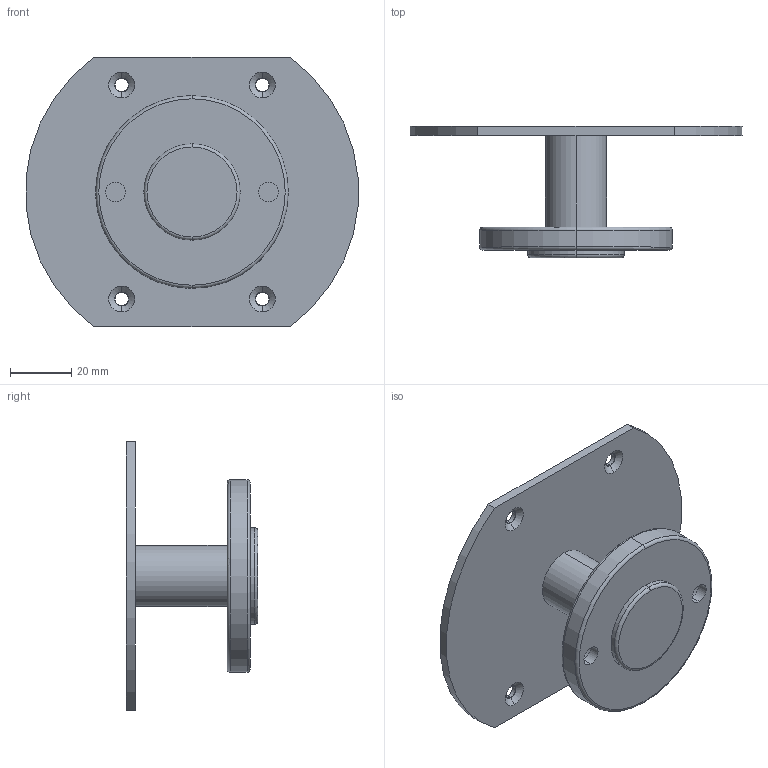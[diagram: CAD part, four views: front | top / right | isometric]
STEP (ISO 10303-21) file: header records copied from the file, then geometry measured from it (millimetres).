
FILE_DESCRIPTION (( 'STEP AP203' ), '1' );
FILE_NAME ('狟菁啣.STEP', '2022-04-02T09:24:56', ( '' ), ( '' ), 'SwSTEP 2.0', 'SolidWorks 2020', '' );
FILE_SCHEMA (( 'CONFIG_CONTROL_DESIGN' ));
Length unit declared in the file: millimetre
Products named in the file (1): 狟菁啣
Bounding box: 108.6 x 43 x 88 mm (x, y, z)
Volume: 58588.9 mm3; surface area: 27127.4 mm2
Topology: 1 solids, 1 shells, 51 faces, 118 edges, 76 vertices
Faces by surface type: cylinder 24, plane 13, cone 8, torus 6
Entity records: 1589 total; most frequent: DIRECTION 302, CARTESIAN_POINT 246, ORIENTED_EDGE 236, AXIS2_PLACEMENT_3D 132, EDGE_CURVE 118, CIRCLE 80, VERTEX_POINT 76, EDGE_LOOP 70
